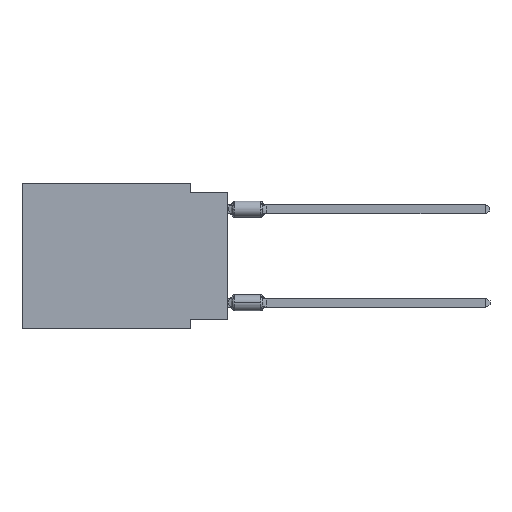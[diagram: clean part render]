
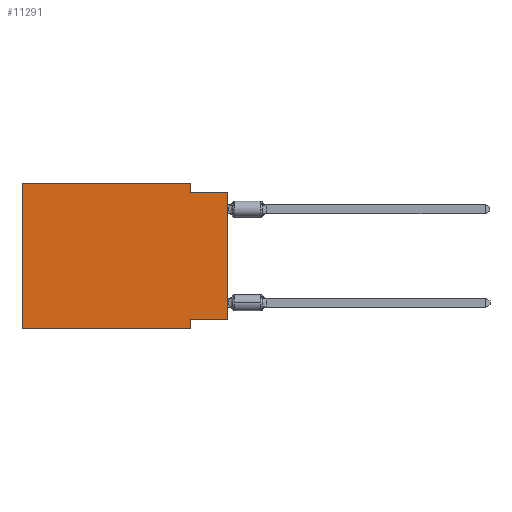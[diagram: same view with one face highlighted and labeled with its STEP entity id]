
A CAD part, left-side view. The second image highlights one B-rep face of the part: STEP entity #11291.
In plain terms, the highlighted planar face has unit normal (-1, 0, 0).
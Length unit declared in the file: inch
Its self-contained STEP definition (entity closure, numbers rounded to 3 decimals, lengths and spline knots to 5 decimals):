
#251 = EDGE_LOOP ( 'NONE', ( #8062, #12058, #14012, #1063, #10374, #2711, #5927, #8012 ) ) ;
#278 = DIRECTION ( 'NONE',  ( 0., 0., -1. ) ) ;
#295 = VERTEX_POINT ( 'NONE', #1494 ) ;
#386 = VECTOR ( 'NONE', #14017, 39.37008 ) ;
#521 = DIRECTION ( 'NONE',  ( 0., -1., 0. ) ) ;
#782 = FACE_OUTER_BOUND ( 'NONE', #251, .T. ) ;
#828 = CARTESIAN_POINT ( 'NONE',  ( 0., 0.1, -0.39 ) ) ;
#1063 = ORIENTED_EDGE ( 'NONE', *, *, #5952, .F. ) ;
#1494 = CARTESIAN_POINT ( 'NONE',  ( 0., 0.1, -0.39 ) ) ;
#1926 = DIRECTION ( 'NONE',  ( 1., 0., 0. ) ) ;
#2044 = DIRECTION ( 'NONE',  ( 0., 0., 1. ) ) ;
#2093 = DIRECTION ( 'NONE',  ( 0., -1., 0. ) ) ;
#2317 = CARTESIAN_POINT ( 'NONE',  ( 0., 0.55, 0. ) ) ;
#2685 = VERTEX_POINT ( 'NONE', #9449 ) ;
#2711 = ORIENTED_EDGE ( 'NONE', *, *, #7089, .T. ) ;
#3005 = DIRECTION ( 'NONE',  ( 0., 1., 0. ) ) ;
#3335 = EDGE_CURVE ( 'NONE', #7800, #2685, #8658, .T. ) ;
#4017 = VERTEX_POINT ( 'NONE', #5328 ) ;
#4059 = VECTOR ( 'NONE', #278, 39.37008 ) ;
#5215 = CARTESIAN_POINT ( 'NONE',  ( 0., 0.55, -0.39 ) ) ;
#5317 = LINE ( 'NONE', #6708, #4059 ) ;
#5328 = CARTESIAN_POINT ( 'NONE',  ( 0., 0.1, 0. ) ) ;
#5434 = CARTESIAN_POINT ( 'NONE',  ( 0., 0., -0.365 ) ) ;
#5670 = EDGE_CURVE ( 'NONE', #6187, #2685, #10341, .T. ) ;
#5851 = VERTEX_POINT ( 'NONE', #13301 ) ;
#5910 = CARTESIAN_POINT ( 'NONE',  ( 0., 0.55, 0. ) ) ;
#5927 = ORIENTED_EDGE ( 'NONE', *, *, #13300, .F. ) ;
#5952 = EDGE_CURVE ( 'NONE', #6150, #4017, #7132, .T. ) ;
#6131 = DIRECTION ( 'NONE',  ( 0., 0., -1. ) ) ;
#6150 = VERTEX_POINT ( 'NONE', #2317 ) ;
#6187 = VERTEX_POINT ( 'NONE', #14142 ) ;
#6708 = CARTESIAN_POINT ( 'NONE',  ( 0., 0.1, 0. ) ) ;
#6790 = VECTOR ( 'NONE', #3005, 39.37008 ) ;
#7089 = EDGE_CURVE ( 'NONE', #15661, #295, #9206, .T. ) ;
#7132 = LINE ( 'NONE', #12429, #13008 ) ;
#7723 = VECTOR ( 'NONE', #15969, 39.37008 ) ;
#7800 = VERTEX_POINT ( 'NONE', #15324 ) ;
#8012 = ORIENTED_EDGE ( 'NONE', *, *, #13607, .F. ) ;
#8018 = VECTOR ( 'NONE', #2093, 39.37008 ) ;
#8062 = ORIENTED_EDGE ( 'NONE', *, *, #3335, .T. ) ;
#8229 = LINE ( 'NONE', #5434, #6790 ) ;
#8658 = LINE ( 'NONE', #14993, #11271 ) ;
#8728 = CARTESIAN_POINT ( 'NONE',  ( 0., 0.55, 0. ) ) ;
#9206 = LINE ( 'NONE', #5215, #7723 ) ;
#9449 = CARTESIAN_POINT ( 'NONE',  ( 0., 0., -0.025 ) ) ;
#9999 = PLANE ( 'NONE',  #13438 ) ;
#10341 = LINE ( 'NONE', #11476, #8018 ) ;
#10374 = ORIENTED_EDGE ( 'NONE', *, *, #12537, .F. ) ;
#10669 = VECTOR ( 'NONE', #6131, 39.37008 ) ;
#11271 = VECTOR ( 'NONE', #2044, 39.37008 ) ;
#11291 = ADVANCED_FACE ( 'NONE', ( #782 ), #9999, .F. ) ;
#11302 = DIRECTION ( 'NONE',  ( 0., 0., -1. ) ) ;
#11476 = CARTESIAN_POINT ( 'NONE',  ( 0., 0., -0.025 ) ) ;
#12058 = ORIENTED_EDGE ( 'NONE', *, *, #5670, .F. ) ;
#12429 = CARTESIAN_POINT ( 'NONE',  ( 0., 0.55, 0. ) ) ;
#12537 = EDGE_CURVE ( 'NONE', #15661, #6150, #16616, .T. ) ;
#13008 = VECTOR ( 'NONE', #521, 39.37008 ) ;
#13300 = EDGE_CURVE ( 'NONE', #5851, #295, #13871, .T. ) ;
#13301 = CARTESIAN_POINT ( 'NONE',  ( 0., 0.1, -0.365 ) ) ;
#13368 = CARTESIAN_POINT ( 'NONE',  ( 0., 0.55, -0.39 ) ) ;
#13438 = AXIS2_PLACEMENT_3D ( 'NONE', #5910, #1926, #11302 ) ;
#13607 = EDGE_CURVE ( 'NONE', #7800, #5851, #8229, .T. ) ;
#13871 = LINE ( 'NONE', #828, #10669 ) ;
#14012 = ORIENTED_EDGE ( 'NONE', *, *, #15270, .F. ) ;
#14017 = DIRECTION ( 'NONE',  ( 0., 0., 1. ) ) ;
#14142 = CARTESIAN_POINT ( 'NONE',  ( 0., 0.1, -0.025 ) ) ;
#14993 = CARTESIAN_POINT ( 'NONE',  ( 0., 0., 0. ) ) ;
#15270 = EDGE_CURVE ( 'NONE', #4017, #6187, #5317, .T. ) ;
#15324 = CARTESIAN_POINT ( 'NONE',  ( 0., 0., -0.365 ) ) ;
#15661 = VERTEX_POINT ( 'NONE', #13368 ) ;
#15969 = DIRECTION ( 'NONE',  ( 0., -1., 0. ) ) ;
#16616 = LINE ( 'NONE', #8728, #386 ) ;
